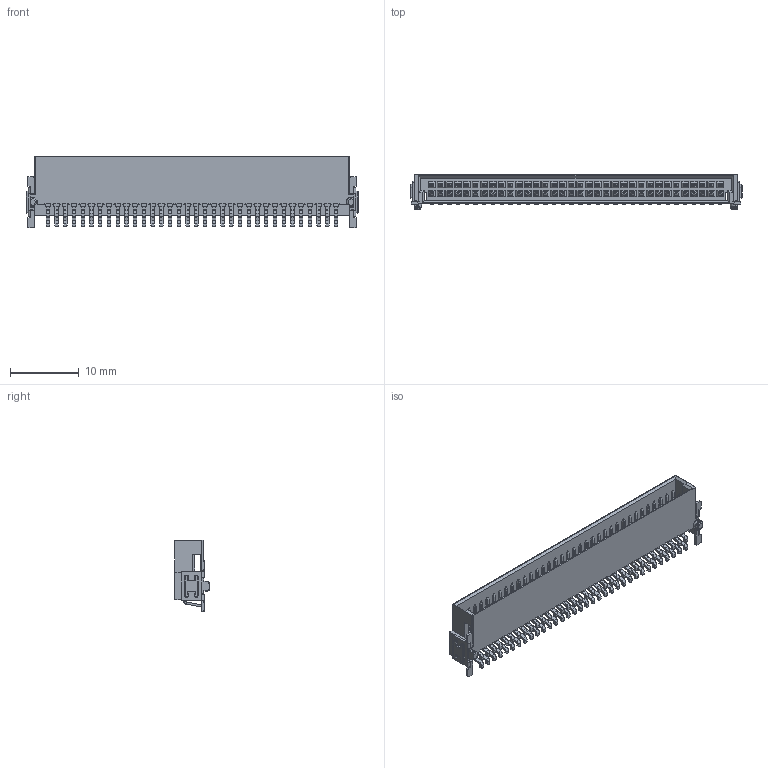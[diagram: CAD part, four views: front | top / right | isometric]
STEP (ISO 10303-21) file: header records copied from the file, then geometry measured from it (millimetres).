
FILE_DESCRIPTION(('CATIA V5 STEP Exchange','CAx-IF Rec.Pracs.--- Model Styling and Organization---1.4--- 2014-01-23'),'2;1');
FILE_NAME ('D1463904_0_2747230000_2747230000.stp','2020-10-05T06:44:17+00:00',('none'),('Weidmueller'),'CATIA Version 5-6 Release 2016 SP3 HF44','CATIA V5 STEP AP214','none');
FILE_SCHEMA(('AUTOMOTIVE_DESIGN { 1 0 10303 214 1 1 1 1 }'));
Products named in the file (1): 2747230000
Bounding box: 48.26 x 5 x 10.35 mm (x, y, z)
Volume: 751.3 mm3; surface area: 2834.2 mm2
Topology: 1 solids, 1 shells, 5232 faces, 13525 edges, 7950 vertices
Faces by surface type: plane 4166, cylinder 741, extrusion 272, cone 23, torus 18, sphere 8, bspline 4
Entity records: 157071 total; most frequent: CARTESIAN_POINT 36783, ORIENTED_EDGE 27050, DIRECTION 20063, EDGE_CURVE 13525, VECTOR 11665, LINE 11393, VERTEX_POINT 7950, EDGE_LOOP 5439
